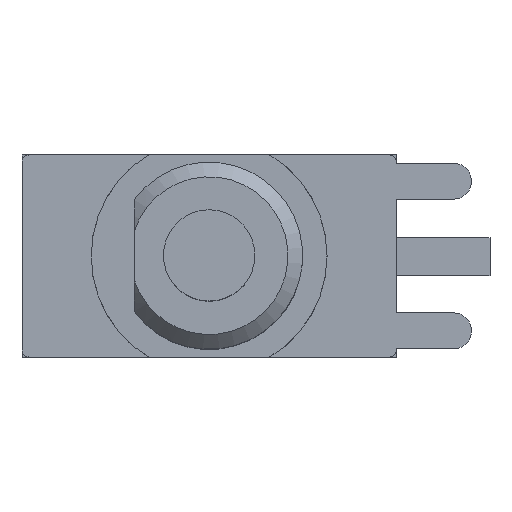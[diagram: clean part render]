
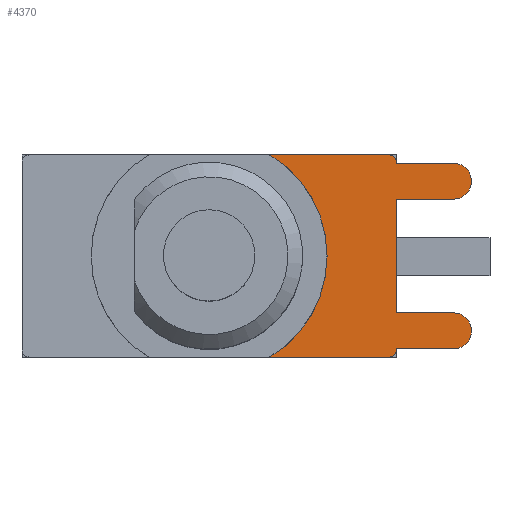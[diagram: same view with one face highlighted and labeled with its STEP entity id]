
A CAD part, top view. The second image highlights one B-rep face of the part: STEP entity #4370.
In plain terms, the highlighted planar face has unit normal (0, 0, 1).
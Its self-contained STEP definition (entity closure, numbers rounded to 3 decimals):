
#156=PLANE('',#4668);
#333=FACE_OUTER_BOUND('',#598,.T.);
#598=EDGE_LOOP('',(#3046,#3047,#3048,#3049,#3050,#3051,#3052,#3053,#3054,
#3055,#3056,#3057,#3058,#3059));
#874=LINE('',#6262,#1357);
#875=LINE('',#6266,#1358);
#876=LINE('',#6268,#1359);
#877=LINE('',#6272,#1360);
#878=LINE('',#6274,#1361);
#879=LINE('',#6276,#1362);
#880=LINE('',#6280,#1363);
#881=LINE('',#6282,#1364);
#882=LINE('',#6285,#1365);
#1357=VECTOR('',#5068,10.);
#1358=VECTOR('',#5071,10.);
#1359=VECTOR('',#5072,10.);
#1360=VECTOR('',#5075,10.);
#1361=VECTOR('',#5076,10.);
#1362=VECTOR('',#5077,10.);
#1363=VECTOR('',#5080,10.);
#1364=VECTOR('',#5081,10.);
#1365=VECTOR('',#5084,10.);
#1837=CIRCLE('',#4666,4.);
#1838=CIRCLE('',#4669,0.25);
#1839=CIRCLE('',#4670,0.61);
#1840=CIRCLE('',#4671,0.61);
#1841=CIRCLE('',#4672,0.25);
#1923=VERTEX_POINT('',#6202);
#1926=VERTEX_POINT('',#6210);
#1940=VERTEX_POINT('',#6261);
#1941=VERTEX_POINT('',#6263);
#1942=VERTEX_POINT('',#6265);
#1943=VERTEX_POINT('',#6267);
#1944=VERTEX_POINT('',#6269);
#1945=VERTEX_POINT('',#6271);
#1946=VERTEX_POINT('',#6273);
#1947=VERTEX_POINT('',#6275);
#1948=VERTEX_POINT('',#6277);
#1949=VERTEX_POINT('',#6279);
#1950=VERTEX_POINT('',#6281);
#1951=VERTEX_POINT('',#6283);
#2361=EDGE_CURVE('',#1923,#1926,#1837,.T.);
#2362=EDGE_CURVE('',#1940,#1926,#874,.T.);
#2363=EDGE_CURVE('',#1941,#1940,#1838,.T.);
#2364=EDGE_CURVE('',#1942,#1941,#875,.T.);
#2365=EDGE_CURVE('',#1943,#1942,#876,.T.);
#2366=EDGE_CURVE('',#1944,#1943,#1839,.T.);
#2367=EDGE_CURVE('',#1945,#1944,#877,.T.);
#2368=EDGE_CURVE('',#1946,#1945,#878,.T.);
#2369=EDGE_CURVE('',#1947,#1946,#879,.T.);
#2370=EDGE_CURVE('',#1948,#1947,#1840,.T.);
#2371=EDGE_CURVE('',#1949,#1948,#880,.T.);
#2372=EDGE_CURVE('',#1950,#1949,#881,.T.);
#2373=EDGE_CURVE('',#1951,#1950,#1841,.T.);
#2374=EDGE_CURVE('',#1923,#1951,#882,.T.);
#3046=ORIENTED_EDGE('',*,*,#2361,.T.);
#3047=ORIENTED_EDGE('',*,*,#2362,.F.);
#3048=ORIENTED_EDGE('',*,*,#2363,.F.);
#3049=ORIENTED_EDGE('',*,*,#2364,.F.);
#3050=ORIENTED_EDGE('',*,*,#2365,.F.);
#3051=ORIENTED_EDGE('',*,*,#2366,.F.);
#3052=ORIENTED_EDGE('',*,*,#2367,.F.);
#3053=ORIENTED_EDGE('',*,*,#2368,.F.);
#3054=ORIENTED_EDGE('',*,*,#2369,.F.);
#3055=ORIENTED_EDGE('',*,*,#2370,.F.);
#3056=ORIENTED_EDGE('',*,*,#2371,.F.);
#3057=ORIENTED_EDGE('',*,*,#2372,.F.);
#3058=ORIENTED_EDGE('',*,*,#2373,.F.);
#3059=ORIENTED_EDGE('',*,*,#2374,.F.);
#4370=ADVANCED_FACE('',(#333),#156,.T.);
#4666=AXIS2_PLACEMENT_3D('',#6258,#5062,#5063);
#4668=AXIS2_PLACEMENT_3D('',#6260,#5066,#5067);
#4669=AXIS2_PLACEMENT_3D('',#6264,#5069,#5070);
#4670=AXIS2_PLACEMENT_3D('',#6270,#5073,#5074);
#4671=AXIS2_PLACEMENT_3D('',#6278,#5078,#5079);
#4672=AXIS2_PLACEMENT_3D('',#6284,#5082,#5083);
#5062=DIRECTION('center_axis',(0.,0.,
-1.));
#5063=DIRECTION('ref_axis',(-0.506,0.863,0.));
#5066=DIRECTION('center_axis',(0.,0.,
1.));
#5067=DIRECTION('ref_axis',(-1.,0.,0.));
#5068=DIRECTION('',(-1.,0.,0.));
#5069=DIRECTION('center_axis',(0.,0.,
-1.));
#5070=DIRECTION('ref_axis',(0.707,-0.707,0.));
#5071=DIRECTION('',(0.,-1.,0.));
#5072=DIRECTION('',(-1.,0.,0.));
#5073=DIRECTION('center_axis',(0.,0.,
-1.));
#5074=DIRECTION('ref_axis',(0.,-1.,0.));
#5075=DIRECTION('',(1.,0.,0.));
#5076=DIRECTION('',(0.,-1.,0.));
#5077=DIRECTION('',(-1.,0.,0.));
#5078=DIRECTION('center_axis',(0.,0.,
-1.));
#5079=DIRECTION('ref_axis',(0.,-1.,0.));
#5080=DIRECTION('',(1.,0.,0.));
#5081=DIRECTION('',(0.,-1.,0.));
#5082=DIRECTION('center_axis',(0.,0.,
-1.));
#5083=DIRECTION('ref_axis',(0.707,0.707,0.));
#5084=DIRECTION('',(1.,0.,0.));
#6202=CARTESIAN_POINT('',(2.058,3.43,10.74));
#6210=CARTESIAN_POINT('',(2.058,-3.43,10.74));
#6258=CARTESIAN_POINT('Origin',(0.,0.,
10.74));
#6260=CARTESIAN_POINT('Origin',(1.542,0.,10.74));
#6261=CARTESIAN_POINT('',(6.1,-3.43,10.74));
#6262=CARTESIAN_POINT('',(-6.35,-3.43,10.74));
#6263=CARTESIAN_POINT('',(6.35,-3.18,10.74));
#6264=CARTESIAN_POINT('Origin',(6.1,-3.18,10.74));
#6265=CARTESIAN_POINT('',(6.35,-3.15,10.74));
#6266=CARTESIAN_POINT('',(6.35,-3.43,10.74));
#6267=CARTESIAN_POINT('',(8.29,-3.15,10.74));
#6268=CARTESIAN_POINT('',(6.35,-3.15,10.74));
#6269=CARTESIAN_POINT('',(8.29,-1.93,10.74));
#6270=CARTESIAN_POINT('Origin',(8.29,-2.54,10.74));
#6271=CARTESIAN_POINT('',(6.35,-1.93,10.74));
#6272=CARTESIAN_POINT('',(8.29,-1.93,10.74));
#6273=CARTESIAN_POINT('',(6.35,1.93,10.74));
#6274=CARTESIAN_POINT('',(6.35,-1.93,10.74));
#6275=CARTESIAN_POINT('',(8.29,1.93,10.74));
#6276=CARTESIAN_POINT('',(6.35,1.93,10.74));
#6277=CARTESIAN_POINT('',(8.29,3.15,10.74));
#6278=CARTESIAN_POINT('Origin',(8.29,2.54,10.74));
#6279=CARTESIAN_POINT('',(6.35,3.15,10.74));
#6280=CARTESIAN_POINT('',(8.29,3.15,10.74));
#6281=CARTESIAN_POINT('',(6.35,3.18,10.74));
#6282=CARTESIAN_POINT('',(6.35,3.15,10.74));
#6283=CARTESIAN_POINT('',(6.1,3.43,10.74));
#6284=CARTESIAN_POINT('Origin',(6.1,3.18,10.74));
#6285=CARTESIAN_POINT('',(6.35,3.43,10.74));
